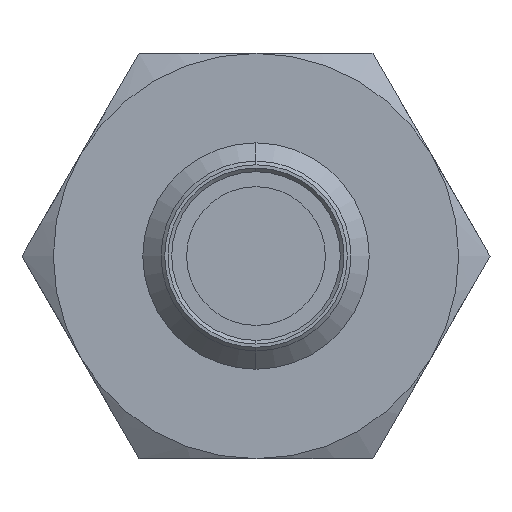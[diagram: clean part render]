
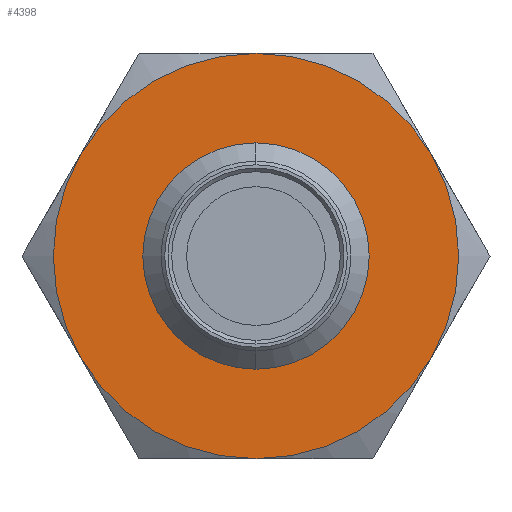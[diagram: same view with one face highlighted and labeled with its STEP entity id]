
A CAD part, left-side view. The second image highlights one B-rep face of the part: STEP entity #4398.
In plain terms, the highlighted planar face has unit normal (-1, 0, 0).
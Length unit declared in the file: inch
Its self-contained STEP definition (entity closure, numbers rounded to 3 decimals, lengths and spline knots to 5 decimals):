
#151 = CIRCLE ( 'NONE', #3789, 0.2185 ) ;
#173 = CARTESIAN_POINT ( 'NONE',  ( 0.29921, -0.18923, 0.10925 ) ) ;
#174 = EDGE_CURVE ( 'NONE', #4096, #2396, #151, .T. ) ;
#232 = CIRCLE ( 'NONE', #1699, 0.10236 ) ;
#340 = CARTESIAN_POINT ( 'NONE',  ( 0.29921, 0., 0. ) ) ;
#559 = AXIS2_PLACEMENT_3D ( 'NONE', #3878, #887, #1193 ) ;
#633 = DIRECTION ( 'NONE',  ( -1., 0., 0. ) ) ;
#693 = ORIENTED_EDGE ( 'NONE', *, *, #1434, .T. ) ;
#701 = CARTESIAN_POINT ( 'NONE',  ( 0.29921, 0., 0. ) ) ;
#780 = ORIENTED_EDGE ( 'NONE', *, *, #4582, .T. ) ;
#792 = CIRCLE ( 'NONE', #4913, 0.2185 ) ;
#843 = DIRECTION ( 'NONE',  ( -1., 0., 0. ) ) ;
#887 = DIRECTION ( 'NONE',  ( -1., 0., 0. ) ) ;
#920 = DIRECTION ( 'NONE',  ( 0., 0., 1. ) ) ;
#1091 = CARTESIAN_POINT ( 'NONE',  ( 0.29921, 0., 0. ) ) ;
#1119 = CARTESIAN_POINT ( 'NONE',  ( 0.29921, 0., 0. ) ) ;
#1126 = CIRCLE ( 'NONE', #559, 0.2185 ) ;
#1178 = ORIENTED_EDGE ( 'NONE', *, *, #4003, .T. ) ;
#1192 = DIRECTION ( 'NONE',  ( -1., 0., 0. ) ) ;
#1193 = DIRECTION ( 'NONE',  ( 0., 0., -1. ) ) ;
#1199 = DIRECTION ( 'NONE',  ( 0., 0., -1. ) ) ;
#1286 = VERTEX_POINT ( 'NONE', #1599 ) ;
#1359 = VERTEX_POINT ( 'NONE', #4473 ) ;
#1434 = EDGE_CURVE ( 'NONE', #3362, #4096, #792, .T. ) ;
#1465 = ORIENTED_EDGE ( 'NONE', *, *, #3023, .T. ) ;
#1536 = CIRCLE ( 'NONE', #2106, 0.2185 ) ;
#1599 = CARTESIAN_POINT ( 'NONE',  ( 0.29921, 0., -0.10236 ) ) ;
#1676 = ORIENTED_EDGE ( 'NONE', *, *, #4804, .T. ) ;
#1699 = AXIS2_PLACEMENT_3D ( 'NONE', #1119, #4499, #4041 ) ;
#1941 = CIRCLE ( 'NONE', #2988, 0.2185 ) ;
#1966 = DIRECTION ( 'NONE',  ( 1., 0., 0. ) ) ;
#2106 = AXIS2_PLACEMENT_3D ( 'NONE', #2699, #4631, #1199 ) ;
#2157 = EDGE_LOOP ( 'NONE', ( #780, #1465 ) ) ;
#2158 = DIRECTION ( 'NONE',  ( 0., 0., -1. ) ) ;
#2254 = CIRCLE ( 'NONE', #4751, 0.2185 ) ;
#2396 = VERTEX_POINT ( 'NONE', #173 ) ;
#2574 = EDGE_LOOP ( 'NONE', ( #693, #4287, #1178, #4259, #3687, #1676 ) ) ;
#2659 = VERTEX_POINT ( 'NONE', #4331 ) ;
#2699 = CARTESIAN_POINT ( 'NONE',  ( 0.29921, 0., 0. ) ) ;
#2707 = EDGE_CURVE ( 'NONE', #3579, #4017, #1126, .T. ) ;
#2711 = CARTESIAN_POINT ( 'NONE',  ( 0.29921, -0.18923, -0.10925 ) ) ;
#2741 = DIRECTION ( 'NONE',  ( 0., 0., -1. ) ) ;
#2845 = CARTESIAN_POINT ( 'NONE',  ( 0.29921, 0., -0.2185 ) ) ;
#2944 = DIRECTION ( 'NONE',  ( -1., 0., 0. ) ) ;
#2988 = AXIS2_PLACEMENT_3D ( 'NONE', #1091, #2944, #4452 ) ;
#2994 = CARTESIAN_POINT ( 'NONE',  ( 0.29921, 0., 0. ) ) ;
#3023 = EDGE_CURVE ( 'NONE', #1286, #1359, #232, .T. ) ;
#3182 = FACE_OUTER_BOUND ( 'NONE', #2574, .T. ) ;
#3229 = AXIS2_PLACEMENT_3D ( 'NONE', #340, #1966, #920 ) ;
#3362 = VERTEX_POINT ( 'NONE', #2845 ) ;
#3412 = DIRECTION ( 'NONE',  ( 0., 0., 1. ) ) ;
#3417 = DIRECTION ( 'NONE',  ( -1., 0., 0. ) ) ;
#3579 = VERTEX_POINT ( 'NONE', #4768 ) ;
#3687 = ORIENTED_EDGE ( 'NONE', *, *, #3725, .T. ) ;
#3725 = EDGE_CURVE ( 'NONE', #4017, #2659, #1536, .T. ) ;
#3789 = AXIS2_PLACEMENT_3D ( 'NONE', #2994, #3417, #4954 ) ;
#3878 = CARTESIAN_POINT ( 'NONE',  ( 0.29921, 0., 0. ) ) ;
#3924 = CARTESIAN_POINT ( 'NONE',  ( 0.29921, 0., 0. ) ) ;
#3946 = CIRCLE ( 'NONE', #3229, 0.10236 ) ;
#4003 = EDGE_CURVE ( 'NONE', #2396, #3579, #1941, .T. ) ;
#4017 = VERTEX_POINT ( 'NONE', #4856 ) ;
#4041 = DIRECTION ( 'NONE',  ( 0., 0., 1. ) ) ;
#4096 = VERTEX_POINT ( 'NONE', #2711 ) ;
#4259 = ORIENTED_EDGE ( 'NONE', *, *, #2707, .T. ) ;
#4287 = ORIENTED_EDGE ( 'NONE', *, *, #174, .T. ) ;
#4331 = CARTESIAN_POINT ( 'NONE',  ( 0.29921, 0.18923, -0.10925 ) ) ;
#4398 = ADVANCED_FACE ( 'NONE', ( #4656, #3182 ), #4564, .T. ) ;
#4402 = CARTESIAN_POINT ( 'NONE',  ( 0.29921, 0., 0. ) ) ;
#4452 = DIRECTION ( 'NONE',  ( 0., 0., -1. ) ) ;
#4473 = CARTESIAN_POINT ( 'NONE',  ( 0.29921, 0., 0.10236 ) ) ;
#4499 = DIRECTION ( 'NONE',  ( 1., 0., 0. ) ) ;
#4564 = PLANE ( 'NONE',  #4990 ) ;
#4582 = EDGE_CURVE ( 'NONE', #1359, #1286, #3946, .T. ) ;
#4631 = DIRECTION ( 'NONE',  ( -1., 0., 0. ) ) ;
#4656 = FACE_BOUND ( 'NONE', #2157, .T. ) ;
#4751 = AXIS2_PLACEMENT_3D ( 'NONE', #3924, #1192, #2741 ) ;
#4768 = CARTESIAN_POINT ( 'NONE',  ( 0.29921, 0., 0.2185 ) ) ;
#4804 = EDGE_CURVE ( 'NONE', #2659, #3362, #2254, .T. ) ;
#4856 = CARTESIAN_POINT ( 'NONE',  ( 0.29921, 0.18923, 0.10925 ) ) ;
#4913 = AXIS2_PLACEMENT_3D ( 'NONE', #4402, #633, #2158 ) ;
#4954 = DIRECTION ( 'NONE',  ( 0., 0., -1. ) ) ;
#4990 = AXIS2_PLACEMENT_3D ( 'NONE', #701, #843, #3412 ) ;
